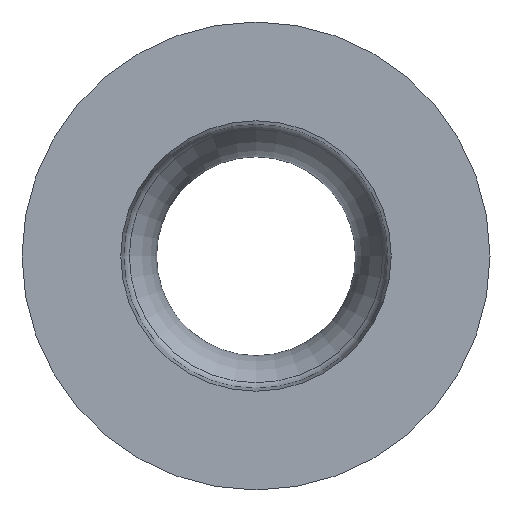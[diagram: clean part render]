
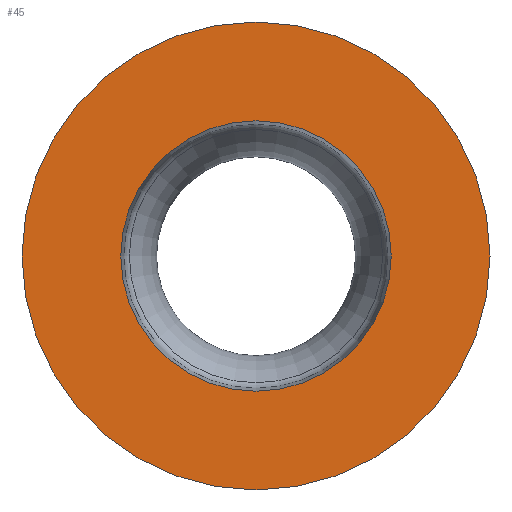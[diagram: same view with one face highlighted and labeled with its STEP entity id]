
A CAD part, top view. The second image highlights one B-rep face of the part: STEP entity #45.
In plain terms, the highlighted planar face has unit normal (0, 0, 1).
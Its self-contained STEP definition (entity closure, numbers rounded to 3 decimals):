
#35=PLANE('',#155);
#45=ADVANCED_FACE('',(#59,#60),#35,.T.);
#59=FACE_BOUND('',#73,.T.);
#60=FACE_BOUND('',#74,.T.);
#73=EDGE_LOOP('',(#87));
#74=EDGE_LOOP('',(#88));
#87=ORIENTED_EDGE('',*,*,#101,.F.);
#88=ORIENTED_EDGE('',*,*,#99,.T.);
#92=VERTEX_POINT('',#202);
#94=VERTEX_POINT('',#207);
#99=EDGE_CURVE('',#92,#92,#114,.T.);
#101=EDGE_CURVE('',#94,#94,#116,.T.);
#114=CIRCLE('',#144,4.);
#116=CIRCLE('',#147,2.312);
#144=AXIS2_PLACEMENT_3D('',#201,#167,#168);
#147=AXIS2_PLACEMENT_3D('',#206,#173,#174);
#155=AXIS2_PLACEMENT_3D('',#218,#189,#190);
#167=DIRECTION('',(0.,0.,1.));
#168=DIRECTION('',(1.,0.,0.));
#173=DIRECTION('',(0.,0.,1.));
#174=DIRECTION('',(1.,0.,0.));
#189=DIRECTION('',(0.,0.,1.));
#190=DIRECTION('',(1.,0.,0.));
#201=CARTESIAN_POINT('',(0.,0.,0.));
#202=CARTESIAN_POINT('',(4.,0.,0.));
#206=CARTESIAN_POINT('',(0.,0.,0.));
#207=CARTESIAN_POINT('',(2.312,0.,0.));
#218=CARTESIAN_POINT('',(0.,0.,0.));
